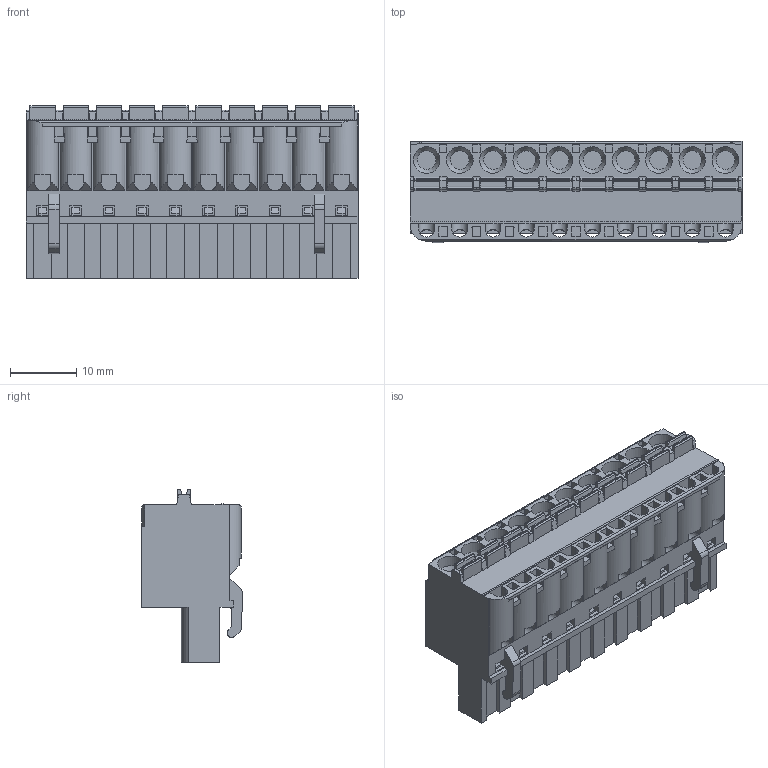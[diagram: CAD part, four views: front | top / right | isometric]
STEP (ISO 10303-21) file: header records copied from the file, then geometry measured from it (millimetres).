
FILE_DESCRIPTION(('STEP AP214'),'1');
FILE_NAME('SHM10-5.stp','2021-03-04T15:46:54',(' '),(' '),'Spatial InterOp 3D',' ',' ');
FILE_SCHEMA(('automotive_design'));
Length unit declared in the file: metre
Products named in the file (1): 1
Bounding box: 50 x 15.2 x 26 mm (x, y, z)
Volume: 12152.9 mm3; surface area: 6541.4 mm2
Topology: 1 solids, 1 shells, 856 faces, 2390 edges, 1561 vertices
Faces by surface type: plane 681, cylinder 154, cone 20, extrusion 1
Full cylindrical faces by diameter (mm): 4 x10
Entity records: 33864 total; most frequent: CARTESIAN_POINT 4847, ORIENTED_EDGE 4686, DIRECTION 4437, EDGE_CURVE 2343, VECTOR 1865, LINE 1864, VERTEX_POINT 1544, AXIS2_PLACEMENT_3D 1286
